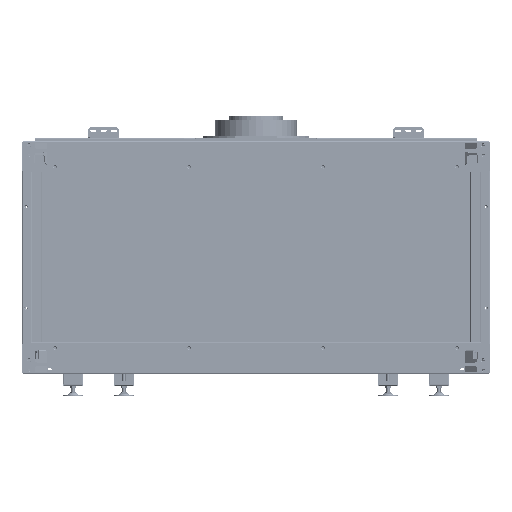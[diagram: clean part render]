
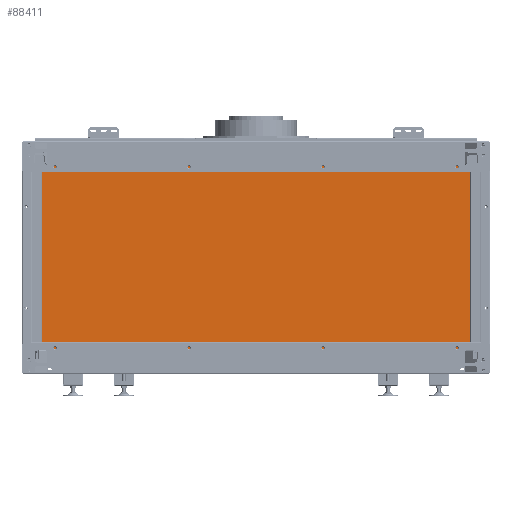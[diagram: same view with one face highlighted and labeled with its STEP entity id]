
A CAD part, top view. The second image highlights one B-rep face of the part: STEP entity #88411.
In plain terms, the highlighted planar face has unit normal (0, 0, 1).
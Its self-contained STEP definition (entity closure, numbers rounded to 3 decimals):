
#1475 = ORIENTED_EDGE ( 'NONE', *, *, #75118, .T. ) ;
#1763 = ORIENTED_EDGE ( 'NONE', *, *, #82754, .T. ) ;
#6148 = VECTOR ( 'NONE', #47150, 1000. ) ;
#8868 = AXIS2_PLACEMENT_3D ( 'NONE', #105130, #29537, #44462 ) ;
#10847 = PLANE ( 'NONE',  #8868 ) ;
#12615 = DIRECTION ( 'NONE',  ( 0., -1., 0. ) ) ;
#16193 = CARTESIAN_POINT ( 'NONE',  ( 550., 225., 5. ) ) ;
#20351 = VECTOR ( 'NONE', #37572, 1000. ) ;
#20742 = ORIENTED_EDGE ( 'NONE', *, *, #53665, .T. ) ;
#21950 = CARTESIAN_POINT ( 'NONE',  ( -550., 225., 5. ) ) ;
#23352 = LINE ( 'NONE', #16193, #93490 ) ;
#27212 = CARTESIAN_POINT ( 'NONE',  ( -550., -225., 5. ) ) ;
#29487 = LINE ( 'NONE', #39402, #6148 ) ;
#29537 = DIRECTION ( 'NONE',  ( 0., 0., -1. ) ) ;
#30760 = VERTEX_POINT ( 'NONE', #95375 ) ;
#35955 = LINE ( 'NONE', #104910, #20351 ) ;
#37572 = DIRECTION ( 'NONE',  ( 1., 0., 0. ) ) ;
#39359 = DIRECTION ( 'NONE',  ( -1., 0., 0. ) ) ;
#39402 = CARTESIAN_POINT ( 'NONE',  ( 550., 225., 5. ) ) ;
#42307 = EDGE_CURVE ( 'NONE', #61071, #49144, #88704, .T. ) ;
#44462 = DIRECTION ( 'NONE',  ( -1., 0., 0. ) ) ;
#47150 = DIRECTION ( 'NONE',  ( 0., 1., 0. ) ) ;
#49144 = VERTEX_POINT ( 'NONE', #27212 ) ;
#49363 = VECTOR ( 'NONE', #12615, 1000. ) ;
#53665 = EDGE_CURVE ( 'NONE', #30760, #97275, #29487, .T. ) ;
#53819 = FACE_OUTER_BOUND ( 'NONE', #103536, .T. ) ;
#61071 = VERTEX_POINT ( 'NONE', #95774 ) ;
#75118 = EDGE_CURVE ( 'NONE', #97275, #61071, #23352, .T. ) ;
#81957 = ORIENTED_EDGE ( 'NONE', *, *, #42307, .T. ) ;
#82754 = EDGE_CURVE ( 'NONE', #49144, #30760, #35955, .T. ) ;
#88411 = ADVANCED_FACE ( 'NONE', ( #53819 ), #10847, .F. ) ;
#88704 = LINE ( 'NONE', #21950, #49363 ) ;
#91583 = CARTESIAN_POINT ( 'NONE',  ( 550., 225., 5. ) ) ;
#93490 = VECTOR ( 'NONE', #39359, 1000. ) ;
#95375 = CARTESIAN_POINT ( 'NONE',  ( 550., -225., 5. ) ) ;
#95774 = CARTESIAN_POINT ( 'NONE',  ( -550., 225., 5. ) ) ;
#97275 = VERTEX_POINT ( 'NONE', #91583 ) ;
#103536 = EDGE_LOOP ( 'NONE', ( #20742, #1475, #81957, #1763 ) ) ;
#104910 = CARTESIAN_POINT ( 'NONE',  ( 550., -225., 5. ) ) ;
#105130 = CARTESIAN_POINT ( 'NONE',  ( 550., -225., 5. ) ) ;
